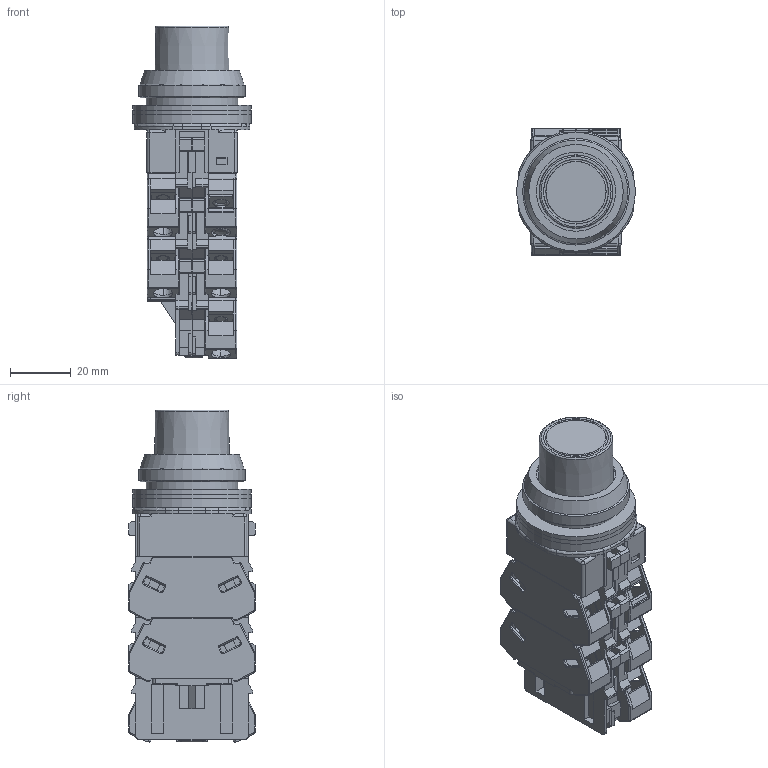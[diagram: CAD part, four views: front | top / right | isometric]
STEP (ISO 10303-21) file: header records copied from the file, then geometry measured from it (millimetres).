
FILE_DESCRIPTION (( 'STEP AP214' ), '1' );
FILE_NAME ('A(O)LN2##xxDN$.STEP', '2021-01-28T05:41:45', ( '' ), ( '' ), 'SwSTEP 2.0', 'SolidWorks 2019', '' );
FILE_SCHEMA (( 'AUTOMOTIVE_DESIGN' ));
Length unit declared in the file: millimetre
Products named in the file (8): A(O)LN2##xxDN$; OW-11; HW-GA1N; A(O)LN2_BODY; OG-11; HW-DB; OW-12; HW-Uxx(R)
Assembly tree (11 placements, depth 2):
  A(O)LN2##xxDN$
    A(O)LN2_BODY
    OW-12
    OW-11  x2
    OG-11
    HW-Uxx(R)  x4
    HW-GA1N
    HW-DB
Bounding box: 39 x 41.4 x 109 mm (x, y, z)
Volume: 92751.7 mm3; surface area: 42406.8 mm2
Topology: 12 solids, 12 shells, 1621 faces, 4420 edges, 2832 vertices
Faces by surface type: plane 1032, cylinder 407, bspline 148, cone 16, torus 14, sphere 4
Full cylindrical faces by diameter (mm): 3.5 x10, 6.2 x2, 6.5 x2, 26 x1, 29.5 x3, 30 x2, 31 x1, 35 x1, 39 x3
Entity records: 28668 total; most frequent: CARTESIAN_POINT 7363, ORIENTED_EDGE 4516, DIRECTION 4090, EDGE_CURVE 2258, VECTOR 1702, LINE 1702, VERTEX_POINT 1478, AXIS2_PLACEMENT_3D 1194
